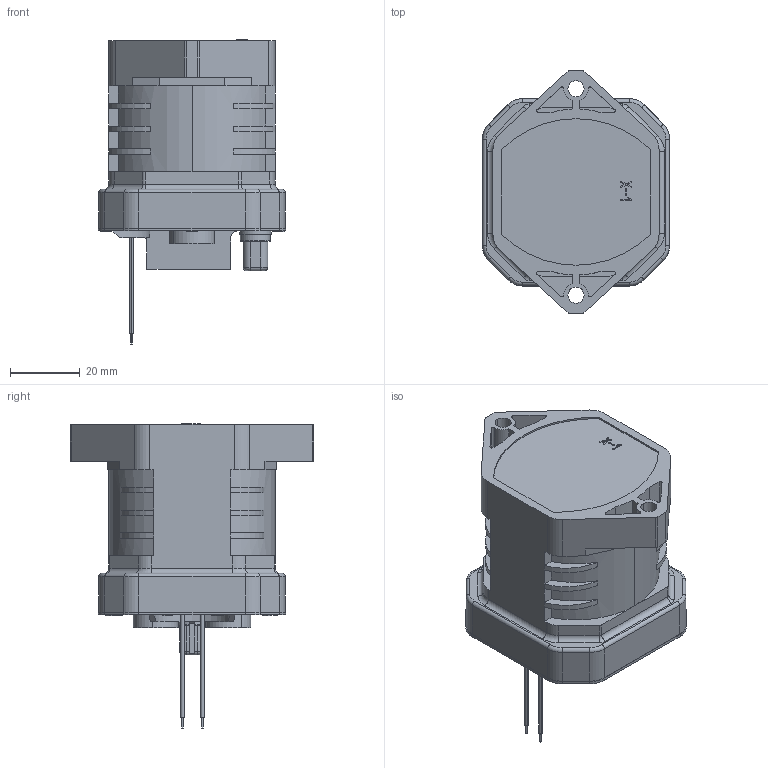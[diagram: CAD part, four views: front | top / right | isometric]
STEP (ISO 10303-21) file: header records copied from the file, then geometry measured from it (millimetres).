
FILE_DESCRIPTION((''),'2;1');
FILE_NAME('EVQ150E12DA','2020-08-06T14:37:03',('dell'),(''),'CREO PARAMETRIC BY PTC INC, 2018400','CREO PARAMETRIC BY PTC INC, 2018400','');
FILE_SCHEMA(('CONFIG_CONTROL_DESIGN'));
Length unit declared in the file: millimetre
Products named in the file (1): EVQ150E12DA
Bounding box: 53.6 x 69.5 x 86.93 mm (x, y, z)
Surface area: 20362.4 mm2 (no closed solid volume)
Topology: 0 solids, 22 shells, 526 faces, 1585 edges, 1074 vertices
Faces by surface type: plane 273, cylinder 167, extrusion 52, torus 18, cone 10, bspline 6
Entity records: 20608 total; most frequent: CARTESIAN_POINT 6805, ORIENTED_EDGE 2713, DIRECTION 2689, EDGE_CURVE 1585, VERTEX_POINT 1074, VECTOR 1071, LINE 1019, AXIS2_PLACEMENT_3D 809
